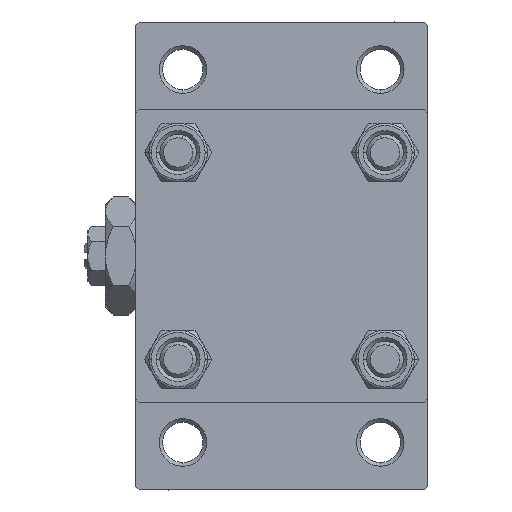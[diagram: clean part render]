
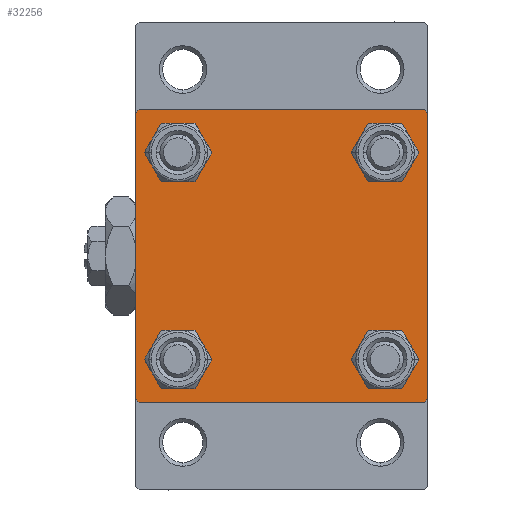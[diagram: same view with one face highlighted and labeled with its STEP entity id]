
A CAD part, left-side view. The second image highlights one B-rep face of the part: STEP entity #32256.
In plain terms, the highlighted planar face has unit normal (-1, 0, 0).
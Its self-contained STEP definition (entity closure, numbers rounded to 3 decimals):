
#63 = FACE_BOUND ( 'NONE', #43454, .T. ) ;
#492 = VERTEX_POINT ( 'NONE', #40034 ) ;
#832 = DIRECTION ( 'NONE',  ( 0., 0., -1. ) ) ;
#1376 = CARTESIAN_POINT ( 'NONE',  ( 0., -14.15, 11.15 ) ) ;
#1835 = CARTESIAN_POINT ( 'NONE',  ( 0., 19.75, -19.75 ) ) ;
#1905 = CIRCLE ( 'NONE', #34721, 3. ) ;
#2428 = CARTESIAN_POINT ( 'NONE',  ( 0., 14.15, -17.15 ) ) ;
#2584 = DIRECTION ( 'NONE',  ( 1., 0., 0. ) ) ;
#3322 = CARTESIAN_POINT ( 'NONE',  ( 0., 14.15, -11.15 ) ) ;
#3783 = CARTESIAN_POINT ( 'NONE',  ( 0., -19.75, -19.75 ) ) ;
#4300 = VERTEX_POINT ( 'NONE', #33688 ) ;
#4755 = CARTESIAN_POINT ( 'NONE',  ( 0., -20., -19.5 ) ) ;
#5085 = EDGE_CURVE ( 'NONE', #32495, #12946, #44193, .T. ) ;
#5410 = VERTEX_POINT ( 'NONE', #3322 ) ;
#5437 = DIRECTION ( 'NONE',  ( 0., -1., 0. ) ) ;
#5489 = AXIS2_PLACEMENT_3D ( 'NONE', #48656, #33902, #41151 ) ;
#5678 = CARTESIAN_POINT ( 'NONE',  ( 0., 14.15, 14.15 ) ) ;
#5892 = VERTEX_POINT ( 'NONE', #13485 ) ;
#6148 = ORIENTED_EDGE ( 'NONE', *, *, #35549, .T. ) ;
#6319 = VERTEX_POINT ( 'NONE', #12579 ) ;
#6647 = ORIENTED_EDGE ( 'NONE', *, *, #41454, .T. ) ;
#7390 = CARTESIAN_POINT ( 'NONE',  ( 0., -14.15, -14.15 ) ) ;
#7895 = ORIENTED_EDGE ( 'NONE', *, *, #16667, .T. ) ;
#8261 = EDGE_CURVE ( 'NONE', #11665, #5410, #20634, .T. ) ;
#8362 = DIRECTION ( 'NONE',  ( 0., 0.707, -0.707 ) ) ;
#9638 = EDGE_CURVE ( 'NONE', #32495, #4300, #26447, .T. ) ;
#9901 = DIRECTION ( 'NONE',  ( 0., 0., 1. ) ) ;
#10697 = CARTESIAN_POINT ( 'NONE',  ( 0., -19.5, -20. ) ) ;
#10844 = VECTOR ( 'NONE', #47828, 1000. ) ;
#10946 = CARTESIAN_POINT ( 'NONE',  ( 0., 19.5, -20. ) ) ;
#11323 = CARTESIAN_POINT ( 'NONE',  ( 0., 0., 0. ) ) ;
#11665 = VERTEX_POINT ( 'NONE', #2428 ) ;
#12010 = ORIENTED_EDGE ( 'NONE', *, *, #39717, .T. ) ;
#12128 = CARTESIAN_POINT ( 'NONE',  ( 0., 19.75, 19.75 ) ) ;
#12397 = CARTESIAN_POINT ( 'NONE',  ( 0., -14.15, 14.15 ) ) ;
#12579 = CARTESIAN_POINT ( 'NONE',  ( 0., 20., 19.5 ) ) ;
#12678 = VERTEX_POINT ( 'NONE', #24817 ) ;
#12946 = VERTEX_POINT ( 'NONE', #4755 ) ;
#13082 = EDGE_LOOP ( 'NONE', ( #38222, #29228 ) ) ;
#13188 = LINE ( 'NONE', #36736, #17161 ) ;
#13485 = CARTESIAN_POINT ( 'NONE',  ( 0., 14.15, 17.15 ) ) ;
#13895 = DIRECTION ( 'NONE',  ( 0., 0., -1. ) ) ;
#14122 = CIRCLE ( 'NONE', #42912, 3. ) ;
#14370 = DIRECTION ( 'NONE',  ( 0., 0., 1. ) ) ;
#14646 = CARTESIAN_POINT ( 'NONE',  ( 0., -20., 20. ) ) ;
#14921 = VECTOR ( 'NONE', #13895, 1000. ) ;
#15091 = FACE_OUTER_BOUND ( 'NONE', #20671, .T. ) ;
#15533 = VERTEX_POINT ( 'NONE', #32180 ) ;
#15906 = VECTOR ( 'NONE', #45203, 1000. ) ;
#16090 = FACE_BOUND ( 'NONE', #13082, .T. ) ;
#16667 = EDGE_CURVE ( 'NONE', #492, #21922, #1905, .T. ) ;
#17161 = VECTOR ( 'NONE', #5437, 1000. ) ;
#17493 = CIRCLE ( 'NONE', #5489, 3. ) ;
#17831 = EDGE_LOOP ( 'NONE', ( #7895, #43507 ) ) ;
#18046 = CARTESIAN_POINT ( 'NONE',  ( 0., -14.15, 14.15 ) ) ;
#18468 = DIRECTION ( 'NONE',  ( 1., 0., 0. ) ) ;
#18836 = FACE_BOUND ( 'NONE', #47367, .T. ) ;
#18931 = CARTESIAN_POINT ( 'NONE',  ( 0., -19.75, 19.75 ) ) ;
#19014 = VERTEX_POINT ( 'NONE', #10946 ) ;
#20634 = CIRCLE ( 'NONE', #48611, 3. ) ;
#20671 = EDGE_LOOP ( 'NONE', ( #44065, #41291, #12010, #6647, #35531, #39847, #49472, #6148 ) ) ;
#20731 = EDGE_CURVE ( 'NONE', #35967, #4300, #21299, .T. ) ;
#21189 = CARTESIAN_POINT ( 'NONE',  ( 0., 20., -19.5 ) ) ;
#21299 = LINE ( 'NONE', #24573, #10844 ) ;
#21922 = VERTEX_POINT ( 'NONE', #27535 ) ;
#22971 = CIRCLE ( 'NONE', #35004, 3. ) ;
#23195 = VECTOR ( 'NONE', #832, 1000. ) ;
#23721 = AXIS2_PLACEMENT_3D ( 'NONE', #5678, #43974, #9901 ) ;
#23893 = DIRECTION ( 'NONE',  ( 1., 0., 0. ) ) ;
#24573 = CARTESIAN_POINT ( 'NONE',  ( 0., 20., 20. ) ) ;
#24817 = CARTESIAN_POINT ( 'NONE',  ( 0., 14.15, 11.15 ) ) ;
#25132 = ORIENTED_EDGE ( 'NONE', *, *, #8261, .T. ) ;
#25289 = CARTESIAN_POINT ( 'NONE',  ( 0., -20., 19.5 ) ) ;
#26447 = LINE ( 'NONE', #18931, #15906 ) ;
#26595 = DIRECTION ( 'NONE',  ( -1., 0., 0. ) ) ;
#27535 = CARTESIAN_POINT ( 'NONE',  ( 0., -14.15, -17.15 ) ) ;
#27676 = DIRECTION ( 'NONE',  ( 1., 0., 0. ) ) ;
#27856 = LINE ( 'NONE', #47341, #23195 ) ;
#28167 = VERTEX_POINT ( 'NONE', #21189 ) ;
#28225 = ORIENTED_EDGE ( 'NONE', *, *, #30673, .T. ) ;
#29228 = ORIENTED_EDGE ( 'NONE', *, *, #44521, .T. ) ;
#30193 = DIRECTION ( 'NONE',  ( 1., 0., 0. ) ) ;
#30443 = DIRECTION ( 'NONE',  ( 0., 0., 1. ) ) ;
#30451 = DIRECTION ( 'NONE',  ( 0., 0., 1. ) ) ;
#30673 = EDGE_CURVE ( 'NONE', #40912, #15533, #32651, .T. ) ;
#30919 = EDGE_CURVE ( 'NONE', #5410, #11665, #17493, .T. ) ;
#31401 = DIRECTION ( 'NONE',  ( 0., 0., 1. ) ) ;
#31984 = VECTOR ( 'NONE', #33388, 1000. ) ;
#32180 = CARTESIAN_POINT ( 'NONE',  ( 0., -14.15, 17.15 ) ) ;
#32256 = ADVANCED_FACE ( 'NONE', ( #63, #38629, #18836, #16090, #15091 ), #45615, .T. ) ;
#32495 = VERTEX_POINT ( 'NONE', #25289 ) ;
#32651 = CIRCLE ( 'NONE', #45436, 3. ) ;
#32708 = VERTEX_POINT ( 'NONE', #10697 ) ;
#33388 = DIRECTION ( 'NONE',  ( 0., -0.707, -0.707 ) ) ;
#33658 = CARTESIAN_POINT ( 'NONE',  ( 0., 14.15, 14.15 ) ) ;
#33688 = CARTESIAN_POINT ( 'NONE',  ( 0., -19.5, 20. ) ) ;
#33748 = DIRECTION ( 'NONE',  ( 0., 0., 1. ) ) ;
#33902 = DIRECTION ( 'NONE',  ( 1., 0., 0. ) ) ;
#34064 = EDGE_CURVE ( 'NONE', #28167, #19014, #48127, .T. ) ;
#34252 = EDGE_CURVE ( 'NONE', #6319, #28167, #27856, .T. ) ;
#34465 = AXIS2_PLACEMENT_3D ( 'NONE', #7390, #30193, #30443 ) ;
#34721 = AXIS2_PLACEMENT_3D ( 'NONE', #35654, #23893, #31401 ) ;
#34894 = EDGE_CURVE ( 'NONE', #21922, #492, #45616, .T. ) ;
#35004 = AXIS2_PLACEMENT_3D ( 'NONE', #33658, #2584, #14370 ) ;
#35531 = ORIENTED_EDGE ( 'NONE', *, *, #5085, .F. ) ;
#35549 = EDGE_CURVE ( 'NONE', #35967, #6319, #42918, .T. ) ;
#35576 = DIRECTION ( 'NONE',  ( 0., -0.707, 0.707 ) ) ;
#35654 = CARTESIAN_POINT ( 'NONE',  ( 0., -14.15, -14.15 ) ) ;
#35967 = VERTEX_POINT ( 'NONE', #37259 ) ;
#36736 = CARTESIAN_POINT ( 'NONE',  ( 0., 20., -20. ) ) ;
#36740 = AXIS2_PLACEMENT_3D ( 'NONE', #11323, #26595, #41870 ) ;
#36846 = DIRECTION ( 'NONE',  ( 1., 0., 0. ) ) ;
#37259 = CARTESIAN_POINT ( 'NONE',  ( 0., 19.5, 20. ) ) ;
#37375 = ORIENTED_EDGE ( 'NONE', *, *, #30919, .T. ) ;
#38102 = LINE ( 'NONE', #3783, #42052 ) ;
#38222 = ORIENTED_EDGE ( 'NONE', *, *, #44176, .T. ) ;
#38629 = FACE_BOUND ( 'NONE', #17831, .T. ) ;
#39717 = EDGE_CURVE ( 'NONE', #19014, #32708, #13188, .T. ) ;
#39731 = CIRCLE ( 'NONE', #23721, 3. ) ;
#39847 = ORIENTED_EDGE ( 'NONE', *, *, #9638, .T. ) ;
#40034 = CARTESIAN_POINT ( 'NONE',  ( 0., -14.15, -11.15 ) ) ;
#40912 = VERTEX_POINT ( 'NONE', #1376 ) ;
#41151 = DIRECTION ( 'NONE',  ( 0., 0., 1. ) ) ;
#41291 = ORIENTED_EDGE ( 'NONE', *, *, #34064, .T. ) ;
#41454 = EDGE_CURVE ( 'NONE', #32708, #12946, #38102, .T. ) ;
#41870 = DIRECTION ( 'NONE',  ( 0., 0., 1. ) ) ;
#42052 = VECTOR ( 'NONE', #35576, 1000. ) ;
#42539 = ORIENTED_EDGE ( 'NONE', *, *, #43701, .T. ) ;
#42912 = AXIS2_PLACEMENT_3D ( 'NONE', #18046, #36846, #44088 ) ;
#42918 = LINE ( 'NONE', #12128, #43231 ) ;
#43231 = VECTOR ( 'NONE', #8362, 1000. ) ;
#43454 = EDGE_LOOP ( 'NONE', ( #42539, #28225 ) ) ;
#43507 = ORIENTED_EDGE ( 'NONE', *, *, #34894, .T. ) ;
#43701 = EDGE_CURVE ( 'NONE', #15533, #40912, #14122, .T. ) ;
#43974 = DIRECTION ( 'NONE',  ( 1., 0., 0. ) ) ;
#44065 = ORIENTED_EDGE ( 'NONE', *, *, #34252, .T. ) ;
#44088 = DIRECTION ( 'NONE',  ( 0., 0., 1. ) ) ;
#44176 = EDGE_CURVE ( 'NONE', #5892, #12678, #39731, .T. ) ;
#44193 = LINE ( 'NONE', #14646, #14921 ) ;
#44521 = EDGE_CURVE ( 'NONE', #12678, #5892, #22971, .T. ) ;
#45203 = DIRECTION ( 'NONE',  ( 0., 0.707, 0.707 ) ) ;
#45229 = CARTESIAN_POINT ( 'NONE',  ( 0., 14.15, -14.15 ) ) ;
#45436 = AXIS2_PLACEMENT_3D ( 'NONE', #12397, #27676, #30451 ) ;
#45615 = PLANE ( 'NONE',  #36740 ) ;
#45616 = CIRCLE ( 'NONE', #34465, 3. ) ;
#47341 = CARTESIAN_POINT ( 'NONE',  ( 0., 20., 20. ) ) ;
#47367 = EDGE_LOOP ( 'NONE', ( #37375, #25132 ) ) ;
#47828 = DIRECTION ( 'NONE',  ( 0., -1., 0. ) ) ;
#48127 = LINE ( 'NONE', #1835, #31984 ) ;
#48611 = AXIS2_PLACEMENT_3D ( 'NONE', #45229, #18468, #33748 ) ;
#48656 = CARTESIAN_POINT ( 'NONE',  ( 0., 14.15, -14.15 ) ) ;
#49472 = ORIENTED_EDGE ( 'NONE', *, *, #20731, .F. ) ;
